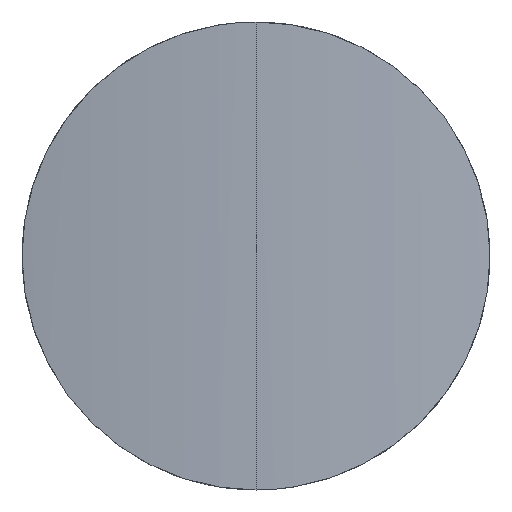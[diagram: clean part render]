
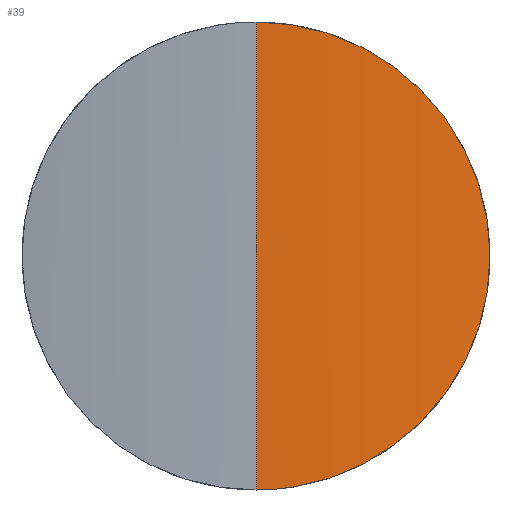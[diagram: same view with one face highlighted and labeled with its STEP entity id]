
A CAD part, left-side view. The second image highlights one B-rep face of the part: STEP entity #39.
In plain terms, the highlighted cylindrical face has radius 38.1 mm (diameter 76.2 mm), a partial arc.
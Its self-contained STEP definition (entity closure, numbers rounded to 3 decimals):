
#2 = CARTESIAN_POINT ( 'NONE',  ( -1.622, -3.131, 0.837 ) ) ;
#3 = CARTESIAN_POINT ( 'NONE',  ( -1.286, -5.927, 8.274 ) ) ;
#24 = CARTESIAN_POINT ( 'NONE',  ( -1.459, -4.706, 10.383 ) ) ;
#25 = CARTESIAN_POINT ( 'NONE',  ( -1.26, -6.09, 4.831 ) ) ;
#29 = CARTESIAN_POINT ( 'NONE',  ( -1.527, -4.13, 10.958 ) ) ;
#31 = CARTESIAN_POINT ( 'NONE',  ( -1.75, 0., 0. ) ) ;
#39 = ADVANCED_FACE ( 'NONE', ( #152 ), #346, .T. ) ;
#44 = CARTESIAN_POINT ( 'NONE',  ( -1.268, -6.041, 4.633 ) ) ;
#45 = CARTESIAN_POINT ( 'NONE',  ( -1.687, -2.205, 12.102 ) ) ;
#47 = VERTEX_POINT ( 'NONE', #79 ) ;
#48 = EDGE_CURVE ( 'NONE', #47, #104, #315, .T. ) ;
#50 = CARTESIAN_POINT ( 'NONE',  ( 36.35, 0., 12.5 ) ) ;
#72 = CARTESIAN_POINT ( 'NONE',  ( -1.75, 0., 0. ) ) ;
#73 = CARTESIAN_POINT ( 'NONE',  ( -1.75, 0., 12.5 ) ) ;
#75 = CARTESIAN_POINT ( 'NONE',  ( -1.698, -2.024, 0.323 ) ) ;
#79 = CARTESIAN_POINT ( 'NONE',  ( -1.75, 0., 12.5 ) ) ;
#81 = CARTESIAN_POINT ( 'NONE',  ( -1.234, -6.25, 5.837 ) ) ;
#101 = CARTESIAN_POINT ( 'NONE',  ( -1.724, -1.419, 12.34 ) ) ;
#103 = CARTESIAN_POINT ( 'NONE',  ( -1.298, -5.852, 4.045 ) ) ;
#104 = VERTEX_POINT ( 'NONE', #31 ) ;
#106 = CARTESIAN_POINT ( 'NONE',  ( -1.75, -0.413, 12.5 ) ) ;
#108 = CARTESIAN_POINT ( 'NONE',  ( -1.267, -6.048, 7.88 ) ) ;
#127 = CARTESIAN_POINT ( 'NONE',  ( -1.379, -5.307, 9.558 ) ) ;
#133 = CARTESIAN_POINT ( 'NONE',  ( -1.364, -5.413, 9.381 ) ) ;
#152 = FACE_OUTER_BOUND ( 'NONE', #178, .T. ) ;
#154 = CARTESIAN_POINT ( 'NONE',  ( -1.716, -1.617, 12.291 ) ) ;
#156 = DIRECTION ( 'NONE',  ( 0., 0., -1. ) ) ;
#158 = VECTOR ( 'NONE', #248, 1000. ) ;
#177 = CARTESIAN_POINT ( 'NONE',  ( -1.65, -2.771, 0.644 ) ) ;
#178 = EDGE_LOOP ( 'NONE', ( #186, #235 ) ) ;
#180 = CARTESIAN_POINT ( 'NONE',  ( -1.743, -0.822, 0.041 ) ) ;
#185 = CARTESIAN_POINT ( 'NONE',  ( -1.459, -4.708, 2.12 ) ) ;
#186 = ORIENTED_EDGE ( 'NONE', *, *, #48, .F. ) ;
#192 = CARTESIAN_POINT ( 'NONE',  ( -1.75, 0., 12.5 ) ) ;
#208 = CARTESIAN_POINT ( 'NONE',  ( -1.651, -2.772, 11.866 ) ) ;
#211 = DIRECTION ( 'NONE',  ( -1., 0., 0. ) ) ;
#213 = CARTESIAN_POINT ( 'NONE',  ( -1.607, -3.308, 0.943 ) ) ;
#214 = CARTESIAN_POINT ( 'NONE',  ( -1.322, -5.693, 8.837 ) ) ;
#217 = CARTESIAN_POINT ( 'NONE',  ( -1.241, -6.209, 7.072 ) ) ;
#233 = CARTESIAN_POINT ( 'NONE',  ( -1.663, -2.587, 0.557 ) ) ;
#234 = CARTESIAN_POINT ( 'NONE',  ( -1.526, -4.133, 1.544 ) ) ;
#235 = ORIENTED_EDGE ( 'NONE', *, *, #285, .T. ) ;
#237 = CARTESIAN_POINT ( 'NONE',  ( -1.426, -4.964, 10.07 ) ) ;
#239 = CARTESIAN_POINT ( 'NONE',  ( -1.425, -4.972, 2.441 ) ) ;
#248 = DIRECTION ( 'NONE',  ( 0., 0., -1. ) ) ;
#258 = CARTESIAN_POINT ( 'NONE',  ( -1.334, -5.616, 3.478 ) ) ;
#260 = CARTESIAN_POINT ( 'NONE',  ( -1.623, -3.131, 11.675 ) ) ;
#264 = CARTESIAN_POINT ( 'NONE',  ( -1.697, -2.01, 12.171 ) ) ;
#266 = CARTESIAN_POINT ( 'NONE',  ( -1.363, -5.425, 3.119 ) ) ;
#267 = CARTESIAN_POINT ( 'NONE',  ( -1.561, -3.809, 11.222 ) ) ;
#283 = CARTESIAN_POINT ( 'NONE',  ( -1.717, -1.63, 0.202 ) ) ;
#285 = EDGE_CURVE ( 'NONE', #47, #104, #329, .T. ) ;
#311 = AXIS2_PLACEMENT_3D ( 'NONE', #50, #156, #211 ) ;
#313 = CARTESIAN_POINT ( 'NONE',  ( -1.287, -5.922, 4.24 ) ) ;
#315 = B_SPLINE_CURVE_WITH_KNOTS ( 'NONE', 3,
 ( #73, #106, #342, #101, #154, #264, #45, #208, #260, #267, #29, #24, #237, #127, #133, #344, #214, #3, #108, #217, #324, #81, #321, #25, #44, #313, #103, #258, #266, #239, #185, #234, #341, #213, #2, #177, #233, #75, #283, #180, #345, #72 ),
 .UNSPECIFIED., .F., .F.,
 ( 4, 2, 2, 2, 2, 2, 2, 2, 2, 2, 2, 2, 2, 2, 2, 2, 2, 2, 2, 2, 4 ),
 ( 0.029, 0.031, 0.031, 0.032, 0.033, 0.034, 0.035, 0.036, 0.037, 0.038, 0.039, 0.04, 0.041, 0.042, 0.043, 0.044, 0.045, 0.046, 0.046, 0.048, 0.049 ),
 .UNSPECIFIED. ) ;
#321 = CARTESIAN_POINT ( 'NONE',  ( -1.241, -6.209, 5.43 ) ) ;
#324 = CARTESIAN_POINT ( 'NONE',  ( -1.234, -6.25, 6.664 ) ) ;
#329 = LINE ( 'NONE', #192, #158 ) ;
#341 = CARTESIAN_POINT ( 'NONE',  ( -1.56, -3.82, 1.286 ) ) ;
#342 = CARTESIAN_POINT ( 'NONE',  ( -1.743, -0.82, 12.459 ) ) ;
#344 = CARTESIAN_POINT ( 'NONE',  ( -1.335, -5.606, 9.021 ) ) ;
#345 = CARTESIAN_POINT ( 'NONE',  ( -1.75, -0.413, 0. ) ) ;
#346 = CYLINDRICAL_SURFACE ( 'NONE', #311, 38.1 ) ;
